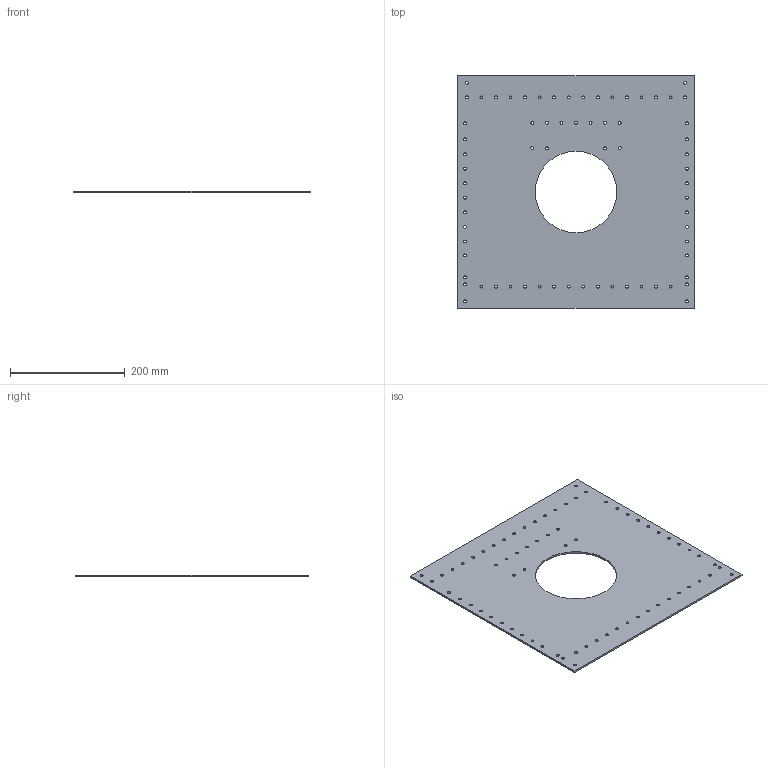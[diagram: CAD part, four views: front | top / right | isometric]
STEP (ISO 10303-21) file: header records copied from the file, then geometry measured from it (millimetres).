
FILE_DESCRIPTION(/* description */ ('STEP AP242','CAx-IF Rec.Pracs.---Representation and Presentation of Product Manufacturing Information (PMI)---4.0---2014-10-13','CAx-IF Rec.Pracs.---3D Tessellated Geometry---0.4---2014-09-14','2;1'),/* implementation_level */ '2;1');
FILE_NAME(/* name */ 'Main parts - Az Mountplate',/* time_stamp */ '2025-03-27T00:39:51Z',/* author */ (''),/* organization */ (''),/* preprocessor_version */ 'ST-DEVELOPER v20',/* originating_system */ 'ONSHAPE BY PTC INC, 1.195',/* authorisation */ ' ');
FILE_SCHEMA (('AP242_MANAGED_MODEL_BASED_3D_ENGINEERING_MIM_LF { 1 0 10303 442 1 1 4 }'));
Length unit declared in the file: metre
Products named in the file (1): Az Mountplate
Bounding box: 412.9 x 406.4 x 3.17 mm (x, y, z)
Volume: 477933.2 mm3; surface area: 311194.1 mm2
Topology: 1 solids, 1 shells, 76 faces, 233 edges, 159 vertices
Faces by surface type: cylinder 70, plane 6
Full cylindrical faces by diameter (mm): 5.105 x69, 142.108 x1
Entity records: 2558 total; most frequent: DIRECTION 446, CARTESIAN_POINT 377, ORIENTED_EDGE 304, EDGE_LOOP 286, FACE_BOUND 286, AXIS2_PLACEMENT_3D 217, EDGE_CURVE 152, VERTEX_POINT 148
